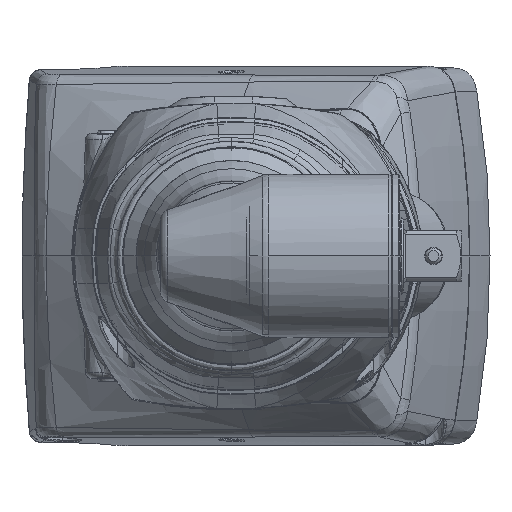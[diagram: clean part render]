
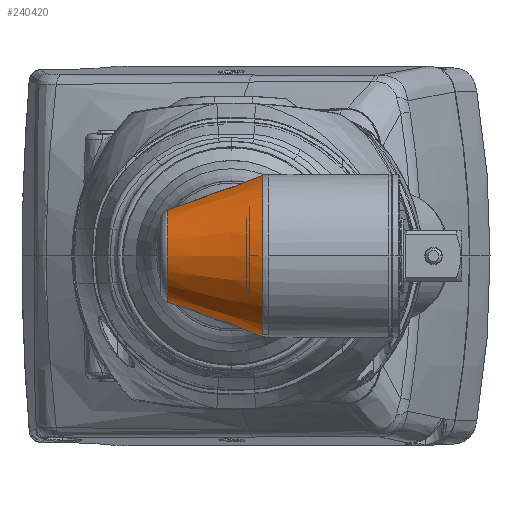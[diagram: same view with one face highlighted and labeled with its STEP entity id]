
A CAD part, left-side view. The second image highlights one B-rep face of the part: STEP entity #240420.
In plain terms, the highlighted conical face has half-angle 20 degrees and reference radius 11.649 mm.
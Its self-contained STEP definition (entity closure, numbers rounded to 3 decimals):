
#238831=CARTESIAN_POINT('',(-232.38,-5.733,0.));
#238832=DIRECTION('',(0.,1.,0.));
#238833=DIRECTION('',(0.431,0.,-0.902));
#238834=AXIS2_PLACEMENT_3D('',#238831,#238832,#238833);
#238861=CARTESIAN_POINT('',(-225.992,-5.733,
-13.371));
#238862=CARTESIAN_POINT('',(-226.144,-5.564,
-13.376));
#238863=CARTESIAN_POINT('',(-226.437,-5.22,
-13.373));
#238864=CARTESIAN_POINT('',(-226.847,-4.692,
-13.339));
#238865=CARTESIAN_POINT('',(-227.099,-4.332,
-13.3));
#238866=CARTESIAN_POINT('',(-227.22,-4.15,
-13.276));
#238868=CARTESIAN_POINT('',(-227.22,-4.15,
-13.276));
#238869=CARTESIAN_POINT('',(-227.53,-3.686,
-13.215));
#238870=CARTESIAN_POINT('',(-228.104,-2.79,
-13.072));
#238871=CARTESIAN_POINT('',(-228.828,-1.542,
-12.814));
#238872=CARTESIAN_POINT('',(-229.42,-0.379,
-12.528));
#238873=CARTESIAN_POINT('',(-229.88,0.704,
-12.224));
#238874=CARTESIAN_POINT('',(-230.213,1.712,
-11.915));
#238875=CARTESIAN_POINT('',(-230.43,2.651,
-11.605));
#238876=CARTESIAN_POINT('',(-230.538,3.498,
-11.31));
#238877=CARTESIAN_POINT('',(-230.564,4.258,
-11.034));
#238878=CARTESIAN_POINT('',(-230.527,4.995,
-10.756));
#238879=CARTESIAN_POINT('',(-230.427,5.743,
-10.462));
#238880=CARTESIAN_POINT('',(-230.271,6.477,
-10.159));
#238881=CARTESIAN_POINT('',(-230.077,7.17,
-9.858));
#238882=CARTESIAN_POINT('',(-229.86,7.824,
-9.56));
#238883=CARTESIAN_POINT('',(-229.609,8.489,
-9.238));
#238884=CARTESIAN_POINT('',(-229.306,9.213,
-8.865));
#238885=CARTESIAN_POINT('',(-228.954,9.99,
-8.432));
#238886=CARTESIAN_POINT('',(-228.556,10.813,
-7.93));
#238887=CARTESIAN_POINT('',(-228.263,11.39,
-7.539));
#238888=CARTESIAN_POINT('',(-228.112,11.684,
-7.328));
#238890=CARTESIAN_POINT('',(-232.38,11.684,0.));
#238891=DIRECTION('',(0.,-1.,0.));
#238892=DIRECTION('',(0.503,0.,0.864));
#238893=AXIS2_PLACEMENT_3D('',#238890,#238891,#238892);
#238895=CARTESIAN_POINT('',(-228.112,11.684,
7.328));
#238896=CARTESIAN_POINT('',(-228.247,11.422,
7.516));
#238897=CARTESIAN_POINT('',(-228.507,10.908,
7.866));
#238898=CARTESIAN_POINT('',(-228.863,10.179,
8.319));
#238899=CARTESIAN_POINT('',(-229.185,9.485,
8.716));
#238900=CARTESIAN_POINT('',(-229.464,8.841,
9.059));
#238901=CARTESIAN_POINT('',(-229.71,8.227,
9.367));
#238902=CARTESIAN_POINT('',(-229.939,7.596,
9.666));
#238903=CARTESIAN_POINT('',(-230.151,6.924,
9.967));
#238904=CARTESIAN_POINT('',(-230.331,6.221,
10.266));
#238905=CARTESIAN_POINT('',(-230.463,5.514,
10.553));
#238906=CARTESIAN_POINT('',(-230.542,4.808,
10.828));
#238907=CARTESIAN_POINT('',(-230.566,4.042,
11.114));
#238908=CARTESIAN_POINT('',(-230.508,3.158,
11.431));
#238909=CARTESIAN_POINT('',(-230.335,2.172,
11.766));
#238910=CARTESIAN_POINT('',(-230.025,1.097,
12.108));
#238911=CARTESIAN_POINT('',(-229.564,-0.069,
12.446));
#238912=CARTESIAN_POINT('',(-228.949,-1.323,
12.765));
#238913=CARTESIAN_POINT('',(-228.176,-2.675,
13.052));
#238914=CARTESIAN_POINT('',(-227.556,-3.647,
13.209));
#238915=CARTESIAN_POINT('',(-227.22,-4.15,
13.276));
#238917=CARTESIAN_POINT('',(-227.22,-4.15,
13.276));
#238918=CARTESIAN_POINT('',(-227.086,-4.351,
13.302));
#238919=CARTESIAN_POINT('',(-226.815,-4.735,
13.343));
#238920=CARTESIAN_POINT('',(-226.403,-5.261,
13.374));
#238921=CARTESIAN_POINT('',(-226.128,-5.581,
13.375));
#238922=CARTESIAN_POINT('',(-225.992,-5.733,
13.371));
#240059=VERTEX_POINT('',#238861);
#240060=VERTEX_POINT('',#238866);
#240063=VERTEX_POINT('',#238895);
#240064=VERTEX_POINT('',#238915);
#240067=VERTEX_POINT('',#238922);
#240172=VERTEX_POINT('',#238888);
#240403=CARTESIAN_POINT('',(-232.38,2.976,0.));
#240404=DIRECTION('',(0.,-1.,0.));
#240405=DIRECTION('',(1.,0.,0.));
#240406=AXIS2_PLACEMENT_3D('',#240403,#240404,#240405);
#240407=CONICAL_SURFACE('',#240406,11.649,20.);
#240408=ORIENTED_EDGE('',*,*,#240393,.T.);
#240410=ORIENTED_EDGE('',*,*,#240409,.T.);
#240412=ORIENTED_EDGE('',*,*,#240411,.F.);
#240414=ORIENTED_EDGE('',*,*,#240413,.T.);
#240416=ORIENTED_EDGE('',*,*,#240415,.T.);
#240417=ORIENTED_EDGE('',*,*,#240306,.F.);
#240418=EDGE_LOOP('',(#240408,#240410,#240412,#240414,#240416,#240417));
#240419=FACE_OUTER_BOUND('',#240418,.F.);
#240420=ADVANCED_FACE('',(#240419),#240407,.T.);
#238835=CIRCLE('',#238834,14.819);
#238867=B_SPLINE_CURVE_WITH_KNOTS('',3,(#238861,#238862,#238863,#238864,#238865,
#238866),.UNSPECIFIED.,.F.,.F.,(4,1,1,4),(0.,0.333,
0.667,1.),.UNSPECIFIED.);
#238889=B_SPLINE_CURVE_WITH_KNOTS('',3,(#238868,#238869,#238870,#238871,#238872,
#238873,#238874,#238875,#238876,#238877,#238878,#238879,#238880,#238881,#238882,
#238883,#238884,#238885,#238886,#238887,#238888),.UNSPECIFIED.,.F.,.F.,(4,1,1,1,
1,1,1,1,1,1,1,1,1,1,1,1,1,1,4),(0.,0.056,0.111,
0.167,0.222,0.278,0.333,
0.389,0.444,0.5,0.556,0.611,
0.667,0.722,0.778,0.833,
0.889,0.944,1.),.UNSPECIFIED.);
#238894=CIRCLE('',#238893,8.48);
#238916=B_SPLINE_CURVE_WITH_KNOTS('',3,(#238895,#238896,#238897,#238898,#238899,
#238900,#238901,#238902,#238903,#238904,#238905,#238906,#238907,#238908,#238909,
#238910,#238911,#238912,#238913,#238914,#238915),.UNSPECIFIED.,.F.,.F.,(4,1,1,1,
1,1,1,1,1,1,1,1,1,1,1,1,1,1,4),(0.,0.056,0.111,
0.167,0.222,0.278,0.333,
0.389,0.444,0.5,0.556,0.611,
0.667,0.722,0.778,0.833,
0.889,0.944,1.),.UNSPECIFIED.);
#238923=B_SPLINE_CURVE_WITH_KNOTS('',3,(#238917,#238918,#238919,#238920,#238921,
#238922),.UNSPECIFIED.,.F.,.F.,(4,1,1,4),(0.,0.333,
0.667,1.),.UNSPECIFIED.);
#240306=EDGE_CURVE('',#240059,#240067,#238835,.T.);
#240393=EDGE_CURVE('',#240059,#240060,#238867,.T.);
#240409=EDGE_CURVE('',#240060,#240172,#238889,.T.);
#240411=EDGE_CURVE('',#240063,#240172,#238894,.T.);
#240413=EDGE_CURVE('',#240063,#240064,#238916,.T.);
#240415=EDGE_CURVE('',#240064,#240067,#238923,.T.);
